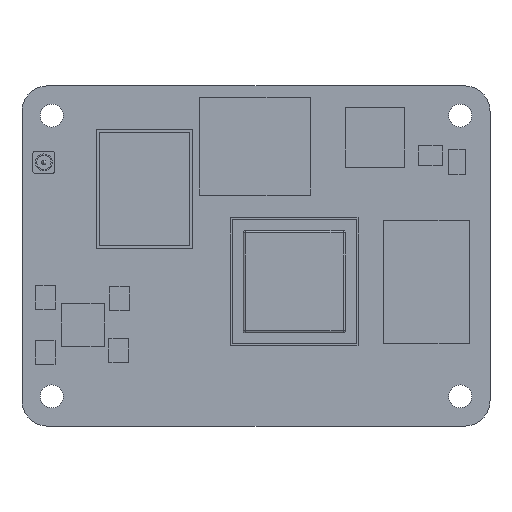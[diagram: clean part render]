
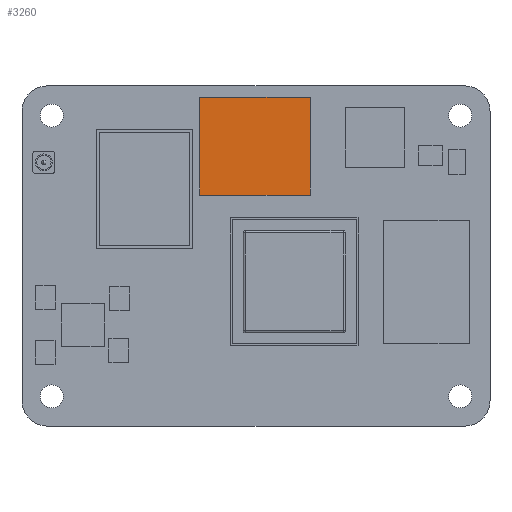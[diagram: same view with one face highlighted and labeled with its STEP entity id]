
A CAD part, front view. The second image highlights one B-rep face of the part: STEP entity #3260.
In plain terms, the highlighted planar face has unit normal (0, -1, 0).
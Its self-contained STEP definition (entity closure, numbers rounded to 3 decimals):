
#83 = CARTESIAN_POINT ( 'NONE',  ( 0., -0.817, 0. ) ) ;
#115 = ORIENTED_EDGE ( 'NONE', *, *, #4148, .T. ) ;
#172 = CARTESIAN_POINT ( 'NONE',  ( 6.375, -0.817, 18.662 ) ) ;
#294 = ORIENTED_EDGE ( 'NONE', *, *, #3453, .T. ) ;
#345 = CARTESIAN_POINT ( 'NONE',  ( 6.375, -0.817, 18.662 ) ) ;
#799 = CARTESIAN_POINT ( 'NONE',  ( -6.625, -0.817, 18.662 ) ) ;
#807 = CARTESIAN_POINT ( 'NONE',  ( -6.625, -0.817, 7.162 ) ) ;
#830 = EDGE_CURVE ( 'NONE', #4339, #3355, #4399, .T. ) ;
#859 = VERTEX_POINT ( 'NONE', #807 ) ;
#904 = DIRECTION ( 'NONE',  ( 0., 0., -1. ) ) ;
#1359 = LINE ( 'NONE', #799, #5167 ) ;
#1419 = VECTOR ( 'NONE', #5663, 1000. ) ;
#1512 = DIRECTION ( 'NONE',  ( 0., 0., -1. ) ) ;
#1608 = VECTOR ( 'NONE', #5656, 1000. ) ;
#1706 = CARTESIAN_POINT ( 'NONE',  ( -6.625, -0.817, 18.662 ) ) ;
#1821 = VECTOR ( 'NONE', #1512, 1000. ) ;
#1978 = CARTESIAN_POINT ( 'NONE',  ( -6.625, -0.817, 7.162 ) ) ;
#2308 = ORIENTED_EDGE ( 'NONE', *, *, #830, .F. ) ;
#2860 = DIRECTION ( 'NONE',  ( 0., -1., 0. ) ) ;
#3152 = FACE_OUTER_BOUND ( 'NONE', #4910, .T. ) ;
#3244 = DIRECTION ( 'NONE',  ( 1., 0., 0. ) ) ;
#3260 = ADVANCED_FACE ( 'NONE', ( #3152 ), #4192, .T. ) ;
#3355 = VERTEX_POINT ( 'NONE', #5412 ) ;
#3453 = EDGE_CURVE ( 'NONE', #3959, #859, #4234, .T. ) ;
#3873 = AXIS2_PLACEMENT_3D ( 'NONE', #83, #2860, #904 ) ;
#3959 = VERTEX_POINT ( 'NONE', #1706 ) ;
#4148 = EDGE_CURVE ( 'NONE', #859, #3355, #5783, .T. ) ;
#4192 = PLANE ( 'NONE',  #3873 ) ;
#4234 = LINE ( 'NONE', #4770, #1608 ) ;
#4303 = EDGE_CURVE ( 'NONE', #3959, #4339, #1359, .T. ) ;
#4339 = VERTEX_POINT ( 'NONE', #345 ) ;
#4358 = ORIENTED_EDGE ( 'NONE', *, *, #4303, .F. ) ;
#4399 = LINE ( 'NONE', #172, #1821 ) ;
#4770 = CARTESIAN_POINT ( 'NONE',  ( -6.625, -0.817, 18.662 ) ) ;
#4910 = EDGE_LOOP ( 'NONE', ( #294, #115, #2308, #4358 ) ) ;
#5167 = VECTOR ( 'NONE', #3244, 1000. ) ;
#5412 = CARTESIAN_POINT ( 'NONE',  ( 6.375, -0.817, 7.162 ) ) ;
#5656 = DIRECTION ( 'NONE',  ( 0., 0., -1. ) ) ;
#5663 = DIRECTION ( 'NONE',  ( 1., 0., 0. ) ) ;
#5783 = LINE ( 'NONE', #1978, #1419 ) ;
